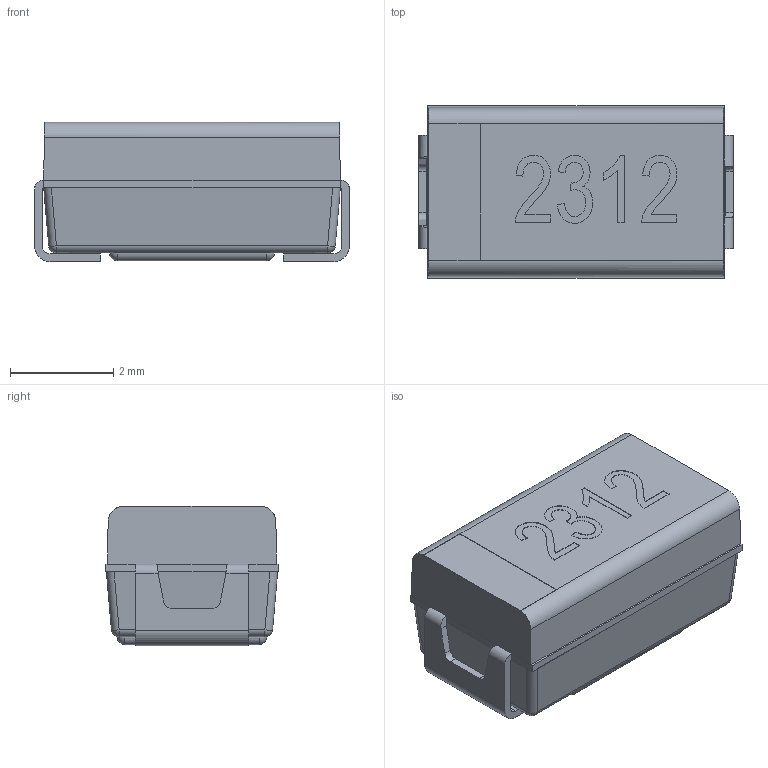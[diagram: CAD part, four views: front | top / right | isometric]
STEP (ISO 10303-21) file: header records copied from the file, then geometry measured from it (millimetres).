
FILE_DESCRIPTION (( 'STEP AP214' ), '1' );
FILE_NAME ('TR3C.STEP', '2018-11-27T10:53:29', ( '' ), ( '' ), 'SwSTEP 2.0', 'SolidWorks 2018', '' );
FILE_SCHEMA (( 'AUTOMOTIVE_DESIGN' ));
Length unit declared in the file: millimetre
Products named in the file (1): TR3C
Bounding box: 6.1 x 3.35 x 2.7 mm (x, y, z)
Volume: 49.2 mm3; surface area: 103 mm2
Topology: 1 solids, 1 shells, 147 faces, 385 edges, 236 vertices
Faces by surface type: plane 72, bspline 35, cylinder 32, sphere 8
Entity records: 6730 total; most frequent: CARTESIAN_POINT 3036, ORIENTED_EDGE 762, DIRECTION 565, EDGE_CURVE 381, VECTOR 239, LINE 239, VERTEX_POINT 236, AXIS2_PLACEMENT_3D 163
